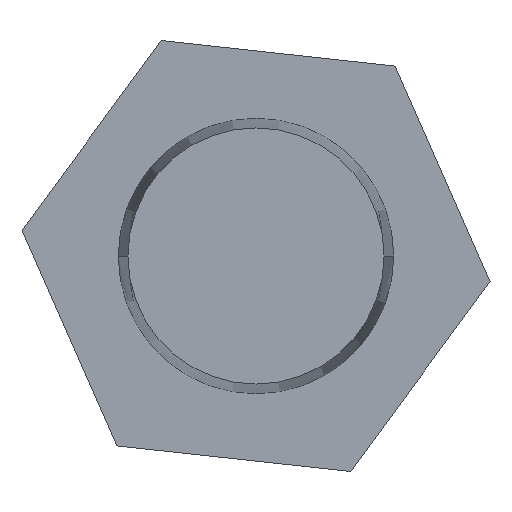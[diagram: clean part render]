
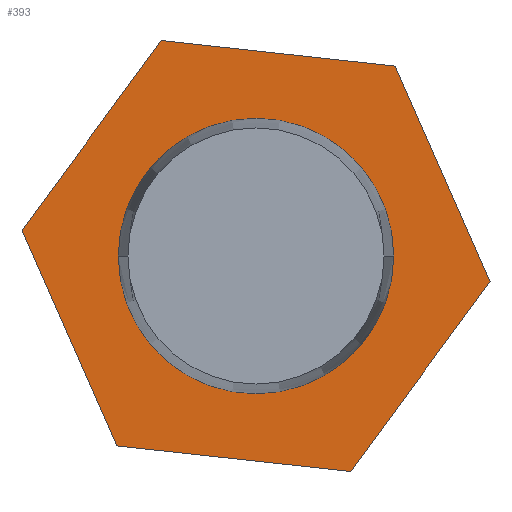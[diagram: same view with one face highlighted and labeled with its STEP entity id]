
A CAD part, front view. The second image highlights one B-rep face of the part: STEP entity #393.
In plain terms, the highlighted planar face has unit normal (0, -1, 0).
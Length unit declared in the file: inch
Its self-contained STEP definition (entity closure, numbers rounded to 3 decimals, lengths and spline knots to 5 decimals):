
#62 = CARTESIAN_POINT ( 'NONE',  ( -0.25167, -0.752, 0. ) ) ;
#63 = DIRECTION ( 'NONE',  ( -1., 0., 0. ) ) ;
#64 = DIRECTION ( 'NONE',  ( 0., 1., 0. ) ) ;
#65 = CARTESIAN_POINT ( 'NONE',  ( 0., -0.752, 0. ) ) ;
#66 = AXIS2_PLACEMENT_3D ( 'NONE', #65, #64, #63 ) ;
#67 = CIRCLE ( 'NONE', #66, 0.25167 ) ;
#68 = CARTESIAN_POINT ( 'NONE',  ( 0.25167, -0.752, 0. ) ) ;
#135 = CARTESIAN_POINT ( 'NONE',  ( -0.42757, -0.752, 0.04679 ) ) ;
#136 = CARTESIAN_POINT ( 'NONE',  ( -0.17327, -0.752, 0.39368 ) ) ;
#137 = CARTESIAN_POINT ( 'NONE',  ( -0.2543, -0.752, -0.3469 ) ) ;
#138 = DIRECTION ( 'NONE',  ( 0.403, 0., -0.915 ) ) ;
#139 = VECTOR ( 'NONE', #138, 39.37008 ) ;
#140 = CARTESIAN_POINT ( 'NONE',  ( -0.42757, -0.752, 0.04679 ) ) ;
#141 = LINE ( 'NONE', #140, #139 ) ;
#142 = DIRECTION ( 'NONE',  ( -0.403, 0., 0.915 ) ) ;
#143 = VECTOR ( 'NONE', #142, 39.37008 ) ;
#144 = CARTESIAN_POINT ( 'NONE',  ( 0.42757, -0.752, -0.04679 ) ) ;
#145 = LINE ( 'NONE', #144, #143 ) ;
#146 = CARTESIAN_POINT ( 'NONE',  ( 0.17327, -0.752, -0.39368 ) ) ;
#147 = DIRECTION ( 'NONE',  ( 0.994, 0., -0.109 ) ) ;
#148 = VECTOR ( 'NONE', #147, 39.37008 ) ;
#149 = CARTESIAN_POINT ( 'NONE',  ( -0.2543, -0.752, -0.3469 ) ) ;
#150 = LINE ( 'NONE', #149, #148 ) ;
#151 = DIRECTION ( 'NONE',  ( 0.591, 0., 0.807 ) ) ;
#152 = VECTOR ( 'NONE', #151, 39.37008 ) ;
#153 = CARTESIAN_POINT ( 'NONE',  ( 0.17327, -0.752, -0.39368 ) ) ;
#154 = LINE ( 'NONE', #153, #152 ) ;
#155 = CARTESIAN_POINT ( 'NONE',  ( 0.42757, -0.752, -0.04679 ) ) ;
#156 = CARTESIAN_POINT ( 'NONE',  ( 0.2543, -0.752, 0.3469 ) ) ;
#212 = DIRECTION ( 'NONE',  ( -0.591, 0., -0.807 ) ) ;
#213 = VECTOR ( 'NONE', #212, 39.37008 ) ;
#214 = CARTESIAN_POINT ( 'NONE',  ( -0.17327, -0.752, 0.39368 ) ) ;
#215 = LINE ( 'NONE', #214, #213 ) ;
#216 = DIRECTION ( 'NONE',  ( 0., 0., -1. ) ) ;
#217 = DIRECTION ( 'NONE',  ( 0., -1., 0. ) ) ;
#218 = CARTESIAN_POINT ( 'NONE',  ( -0.68188, -0.752, -0.30011 ) ) ;
#219 = AXIS2_PLACEMENT_3D ( 'NONE', #218, #217, #216 ) ;
#220 = PLANE ( 'NONE',  #219 ) ;
#221 = FACE_BOUND ( 'NONE', #566, .T. ) ;
#222 = FACE_OUTER_BOUND ( 'NONE', #394, .T. ) ;
#260 = DIRECTION ( 'NONE',  ( -0.994, 0., 0.109 ) ) ;
#261 = VECTOR ( 'NONE', #260, 39.37008 ) ;
#262 = CARTESIAN_POINT ( 'NONE',  ( 0.2543, -0.752, 0.3469 ) ) ;
#263 = LINE ( 'NONE', #262, #261 ) ;
#329 = DIRECTION ( 'NONE',  ( -1., 0., 0. ) ) ;
#330 = DIRECTION ( 'NONE',  ( 0., 1., 0. ) ) ;
#331 = CARTESIAN_POINT ( 'NONE',  ( 0., -0.752, 0. ) ) ;
#332 = AXIS2_PLACEMENT_3D ( 'NONE', #331, #330, #329 ) ;
#335 = CIRCLE ( 'NONE', #332, 0.25167 ) ;
#393 = ADVANCED_FACE ( 'NONE', ( #222, #221 ), #220, .T. ) ;
#394 = EDGE_LOOP ( 'NONE', ( #395, #450, #445, #447, #442, #439 ) ) ;
#395 = ORIENTED_EDGE ( 'NONE', *, *, #396, .T. ) ;
#396 = EDGE_CURVE ( 'NONE', #451, #452, #215, .T. ) ;
#438 = VERTEX_POINT ( 'NONE', #156 ) ;
#439 = ORIENTED_EDGE ( 'NONE', *, *, #565, .T. ) ;
#440 = VERTEX_POINT ( 'NONE', #155 ) ;
#441 = EDGE_CURVE ( 'NONE', #444, #440, #154, .T. ) ;
#442 = ORIENTED_EDGE ( 'NONE', *, *, #446, .T. ) ;
#443 = EDGE_CURVE ( 'NONE', #449, #444, #150, .T. ) ;
#444 = VERTEX_POINT ( 'NONE', #146 ) ;
#445 = ORIENTED_EDGE ( 'NONE', *, *, #443, .T. ) ;
#446 = EDGE_CURVE ( 'NONE', #440, #438, #145, .T. ) ;
#447 = ORIENTED_EDGE ( 'NONE', *, *, #441, .T. ) ;
#448 = EDGE_CURVE ( 'NONE', #452, #449, #141, .T. ) ;
#449 = VERTEX_POINT ( 'NONE', #137 ) ;
#450 = ORIENTED_EDGE ( 'NONE', *, *, #448, .T. ) ;
#451 = VERTEX_POINT ( 'NONE', #136 ) ;
#452 = VERTEX_POINT ( 'NONE', #135 ) ;
#476 = VERTEX_POINT ( 'NONE', #68 ) ;
#478 = EDGE_CURVE ( 'NONE', #479, #476, #67, .T. ) ;
#479 = VERTEX_POINT ( 'NONE', #62 ) ;
#553 = ORIENTED_EDGE ( 'NONE', *, *, #554, .T. ) ;
#554 = EDGE_CURVE ( 'NONE', #476, #479, #335, .T. ) ;
#565 = EDGE_CURVE ( 'NONE', #438, #451, #263, .T. ) ;
#566 = EDGE_LOOP ( 'NONE', ( #567, #553 ) ) ;
#567 = ORIENTED_EDGE ( 'NONE', *, *, #478, .T. ) ;
